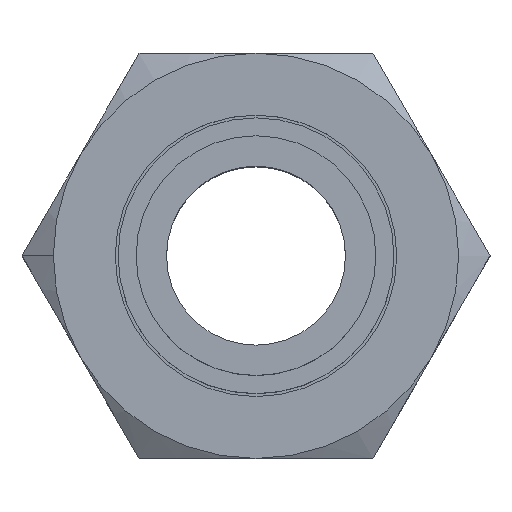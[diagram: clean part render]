
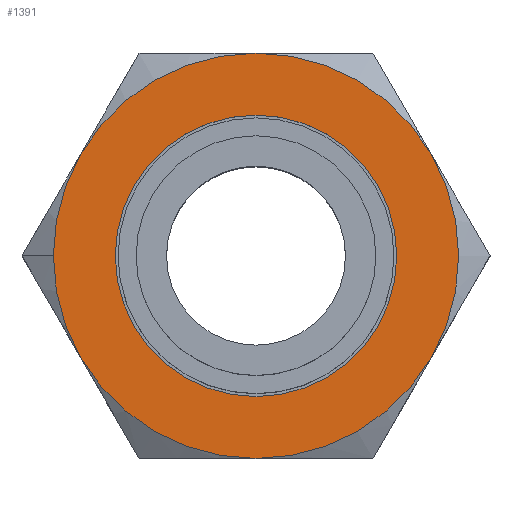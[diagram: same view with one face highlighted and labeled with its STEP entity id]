
A CAD part, top view. The second image highlights one B-rep face of the part: STEP entity #1391.
In plain terms, the highlighted planar face has unit normal (0, 0, 1).
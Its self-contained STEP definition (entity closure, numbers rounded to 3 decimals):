
#12 = VERTEX_POINT ( 'NONE', #1460 ) ;
#188 = EDGE_CURVE ( 'NONE', #1562, #1618, #932, .T. ) ;
#206 = EDGE_CURVE ( 'NONE', #12, #1583, #948, .T. ) ;
#208 = EDGE_CURVE ( 'NONE', #1576, #12, #946, .T. ) ;
#214 = CARTESIAN_POINT ( 'NONE',  ( 0., 0., 8. ) ) ;
#215 = AXIS2_PLACEMENT_3D ( 'NONE', #214, #219, #223 ) ;
#216 = CIRCLE ( 'NONE', #215, 18. ) ;
#219 = DIRECTION ( 'NONE',  ( 0., 0., 1. ) ) ;
#223 = DIRECTION ( 'NONE',  ( 1., 0., 0. ) ) ;
#226 = CARTESIAN_POINT ( 'NONE',  ( -15.588, -9., 8. ) ) ;
#230 = DIRECTION ( 'NONE',  ( 0., 0., 1. ) ) ;
#231 = CARTESIAN_POINT ( 'NONE',  ( 0., 0., 8. ) ) ;
#247 = DIRECTION ( 'NONE',  ( 1., 0., 0. ) ) ;
#259 = CARTESIAN_POINT ( 'NONE',  ( 0., 18., 8. ) ) ;
#266 = CARTESIAN_POINT ( 'NONE',  ( 15.588, -9., 8. ) ) ;
#270 = CARTESIAN_POINT ( 'NONE',  ( 15.588, 9., 8. ) ) ;
#272 = DIRECTION ( 'NONE',  ( 1., 0., 0. ) ) ;
#273 = DIRECTION ( 'NONE',  ( 0., 0., 1. ) ) ;
#274 = CARTESIAN_POINT ( 'NONE',  ( 0., 0., 8. ) ) ;
#275 = CIRCLE ( 'NONE', #279, 18. ) ;
#279 = AXIS2_PLACEMENT_3D ( 'NONE', #274, #273, #272 ) ;
#280 = CARTESIAN_POINT ( 'NONE',  ( -18., 0., 8. ) ) ;
#334 = AXIS2_PLACEMENT_3D ( 'NONE', #231, #230, #247 ) ;
#335 = CIRCLE ( 'NONE', #334, 18. ) ;
#358 = CARTESIAN_POINT ( 'NONE',  ( 0., 0., 8. ) ) ;
#361 = CIRCLE ( 'NONE', #367, 18. ) ;
#365 = DIRECTION ( 'NONE',  ( 1., 0., 0. ) ) ;
#366 = DIRECTION ( 'NONE',  ( 0., 0., 1. ) ) ;
#367 = AXIS2_PLACEMENT_3D ( 'NONE', #358, #366, #365 ) ;
#370 = CARTESIAN_POINT ( 'NONE',  ( 0., -18., 8. ) ) ;
#401 = DIRECTION ( 'NONE',  ( 1., 0., 0. ) ) ;
#402 = DIRECTION ( 'NONE',  ( 0., 0., 1. ) ) ;
#403 = CARTESIAN_POINT ( 'NONE',  ( 0., 0., 8. ) ) ;
#404 = AXIS2_PLACEMENT_3D ( 'NONE', #403, #402, #401 ) ;
#405 = CIRCLE ( 'NONE', #404, 12.5 ) ;
#423 = CARTESIAN_POINT ( 'NONE',  ( 12.5, 0., 8. ) ) ;
#431 = CARTESIAN_POINT ( 'NONE',  ( -12.5, 0., 8. ) ) ;
#921 = DIRECTION ( 'NONE',  ( 1., 0., 0. ) ) ;
#922 = CARTESIAN_POINT ( 'NONE',  ( 0., 0., 8. ) ) ;
#923 = AXIS2_PLACEMENT_3D ( 'NONE', #922, #934, #921 ) ;
#932 = CIRCLE ( 'NONE', #923, 18. ) ;
#934 = DIRECTION ( 'NONE',  ( 0., 0., 1. ) ) ;
#935 = CARTESIAN_POINT ( 'NONE',  ( 0., 0., 8. ) ) ;
#944 = CARTESIAN_POINT ( 'NONE',  ( 0., 0., 8. ) ) ;
#945 = AXIS2_PLACEMENT_3D ( 'NONE', #944, #959, #958 ) ;
#946 = CIRCLE ( 'NONE', #945, 18. ) ;
#948 = CIRCLE ( 'NONE', #972, 18. ) ;
#958 = DIRECTION ( 'NONE',  ( 1., 0., 0. ) ) ;
#959 = DIRECTION ( 'NONE',  ( 0., 0., 1. ) ) ;
#972 = AXIS2_PLACEMENT_3D ( 'NONE', #935, #974, #973 ) ;
#973 = DIRECTION ( 'NONE',  ( 1., 0., 0. ) ) ;
#974 = DIRECTION ( 'NONE',  ( 0., 0., 1. ) ) ;
#1218 = CARTESIAN_POINT ( 'NONE',  ( 0., 18., 8. ) ) ;
#1219 = AXIS2_PLACEMENT_3D ( 'NONE', #1218, #1236, #1235 ) ;
#1221 = DIRECTION ( 'NONE',  ( 1., 0., 0. ) ) ;
#1222 = DIRECTION ( 'NONE',  ( 0., 0., 1. ) ) ;
#1229 = FACE_OUTER_BOUND ( 'NONE', #1390, .T. ) ;
#1230 = FACE_BOUND ( 'NONE', #1403, .T. ) ;
#1232 = CARTESIAN_POINT ( 'NONE',  ( 0., 0., 8. ) ) ;
#1234 = PLANE ( 'NONE',  #1219 ) ;
#1235 = DIRECTION ( 'NONE',  ( -1., 0., 0. ) ) ;
#1236 = DIRECTION ( 'NONE',  ( 0., 0., -1. ) ) ;
#1237 = AXIS2_PLACEMENT_3D ( 'NONE', #1232, #1222, #1221 ) ;
#1238 = CIRCLE ( 'NONE', #1237, 12.5 ) ;
#1362 = ORIENTED_EDGE ( 'NONE', *, *, #1580, .T. ) ;
#1363 = ORIENTED_EDGE ( 'NONE', *, *, #206, .T. ) ;
#1364 = ORIENTED_EDGE ( 'NONE', *, *, #208, .T. ) ;
#1365 = ORIENTED_EDGE ( 'NONE', *, *, #1619, .T. ) ;
#1366 = ORIENTED_EDGE ( 'NONE', *, *, #1565, .T. ) ;
#1367 = ORIENTED_EDGE ( 'NONE', *, *, #188, .T. ) ;
#1370 = ORIENTED_EDGE ( 'NONE', *, *, #1595, .T. ) ;
#1388 = EDGE_CURVE ( 'NONE', #1793, #1806, #1238, .T. ) ;
#1390 = EDGE_LOOP ( 'NONE', ( #1362, #1364, #1363, #1366, #1367, #1365, #1370 ) ) ;
#1391 = ADVANCED_FACE ( 'NONE', ( #1230, #1229 ), #1234, .F. ) ;
#1392 = ORIENTED_EDGE ( 'NONE', *, *, #1794, .F. ) ;
#1395 = ORIENTED_EDGE ( 'NONE', *, *, #1388, .F. ) ;
#1403 = EDGE_LOOP ( 'NONE', ( #1395, #1392 ) ) ;
#1460 = CARTESIAN_POINT ( 'NONE',  ( -15.588, 9., 8. ) ) ;
#1562 = VERTEX_POINT ( 'NONE', #226 ) ;
#1565 = EDGE_CURVE ( 'NONE', #1583, #1562, #216, .T. ) ;
#1576 = VERTEX_POINT ( 'NONE', #259 ) ;
#1580 = EDGE_CURVE ( 'NONE', #1604, #1576, #275, .T. ) ;
#1583 = VERTEX_POINT ( 'NONE', #280 ) ;
#1595 = EDGE_CURVE ( 'NONE', #1596, #1604, #335, .T. ) ;
#1596 = VERTEX_POINT ( 'NONE', #266 ) ;
#1604 = VERTEX_POINT ( 'NONE', #270 ) ;
#1618 = VERTEX_POINT ( 'NONE', #370 ) ;
#1619 = EDGE_CURVE ( 'NONE', #1618, #1596, #361, .T. ) ;
#1793 = VERTEX_POINT ( 'NONE', #423 ) ;
#1794 = EDGE_CURVE ( 'NONE', #1806, #1793, #405, .T. ) ;
#1806 = VERTEX_POINT ( 'NONE', #431 ) ;
